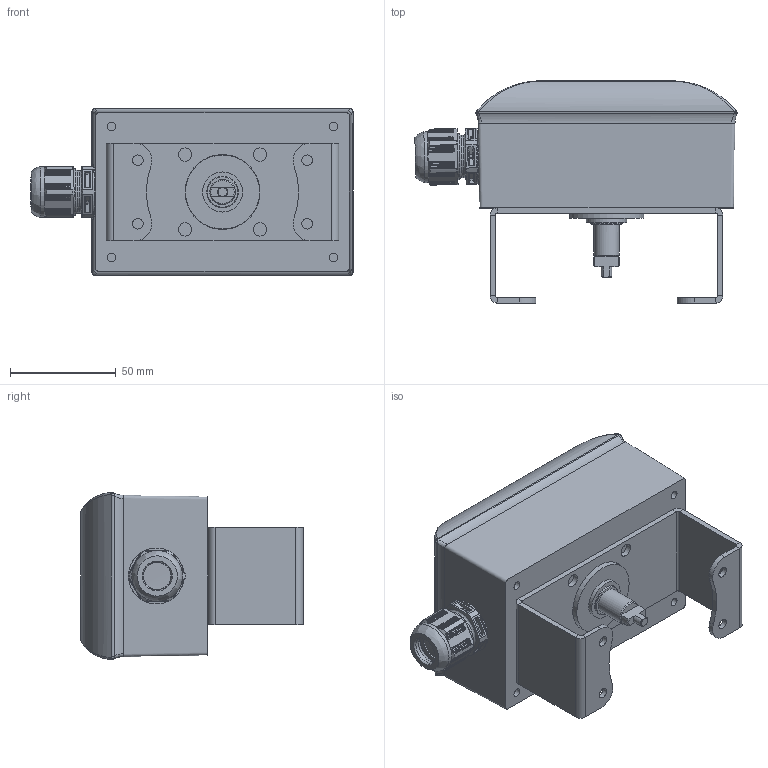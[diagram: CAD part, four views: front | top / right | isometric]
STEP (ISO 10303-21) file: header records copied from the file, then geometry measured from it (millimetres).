
FILE_DESCRIPTION (( 'STEP AP203' ), '1' );
FILE_NAME ('E_E_01.STEP', '2012-04-17T08:30:37', ( 'Knut' ), ( '' ), 'SwSTEP 2.0', 'SolidWorks 2010', '' );
FILE_SCHEMA (( 'CONFIG_CONTROL_DESIGN' ));
Length unit declared in the file: millimetre
Products named in the file (1): E_E_01
Bounding box: 152.31 x 105 x 78.99 mm (x, y, z)
Volume: 568942.3 mm3; surface area: 70487.4 mm2
Topology: 5 solids, 5 shells, 678 faces, 1699 edges, 1031 vertices
Faces by surface type: plane 225, cylinder 186, cone 149, bspline 114, sphere 4
Full cylindrical faces by diameter (mm): 4 x4, 5 x4, 6.25 x4, 12 x1, 13.3 x3, 14.9 x1, 18.128 x1, 19 x1, 19.306 x1, 19.941 x1, 20 x2, 21.8 x1, 23 x1, 24 x1, 26.4 x1, 35 x1, 35.4 x1, 56 x1
Entity records: 25264 total; most frequent: CARTESIAN_POINT 10619, ORIENTED_EDGE 3232, DIRECTION 2656, EDGE_CURVE 1616, VERTEX_POINT 1012, AXIS2_PLACEMENT_3D 995, EDGE_LOOP 764, FACE_OUTER_BOUND 714
